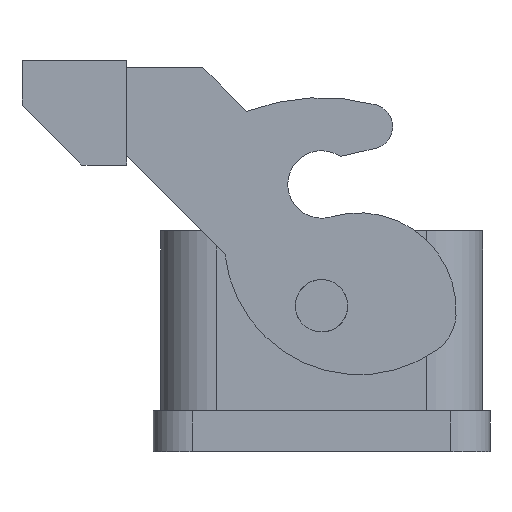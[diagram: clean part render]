
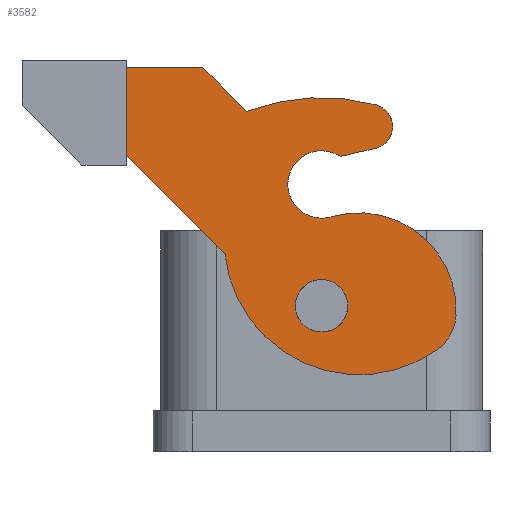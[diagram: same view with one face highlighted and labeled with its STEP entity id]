
A CAD part, front view. The second image highlights one B-rep face of the part: STEP entity #3582.
In plain terms, the highlighted planar face has unit normal (0, -1, 0).
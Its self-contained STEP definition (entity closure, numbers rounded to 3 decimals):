
#3161=AXIS2_PLACEMENT_3D('Circle Axis2P3D',#3159,#3160,$) ;
#3180=AXIS2_PLACEMENT_3D('Circle Axis2P3D',#3178,#3179,$) ;
#3218=AXIS2_PLACEMENT_3D('Circle Axis2P3D',#3216,#3217,$) ;
#3237=AXIS2_PLACEMENT_3D('Circle Axis2P3D',#3235,#3236,$) ;
#3256=AXIS2_PLACEMENT_3D('Circle Axis2P3D',#3254,#3255,$) ;
#3275=AXIS2_PLACEMENT_3D('Circle Axis2P3D',#3273,#3274,$) ;
#3294=AXIS2_PLACEMENT_3D('Circle Axis2P3D',#3292,#3293,$) ;
#3512=AXIS2_PLACEMENT_3D('Plane Axis2P3D',#3509,#3510,#3511) ;
#3095=CARTESIAN_POINT('Line Origine',(14.,6.,45.417)) ;
#3099=CARTESIAN_POINT('Vertex',(14.,6.,39.533)) ;
#3101=CARTESIAN_POINT('Vertex',(14.,6.,51.3)) ;
#3121=CARTESIAN_POINT('Line Origine',(19.077,6.,51.3)) ;
#3125=CARTESIAN_POINT('Vertex',(24.153,6.,51.3)) ;
#3140=CARTESIAN_POINT('Line Origine',(27.077,6.,48.377)) ;
#3144=CARTESIAN_POINT('Vertex',(30.,6.,45.453)) ;
#3159=CARTESIAN_POINT('Axis2P3D Location',(40.,6.,19.3)) ;
#3163=CARTESIAN_POINT('Vertex',(47.28,6.,46.337)) ;
#3178=CARTESIAN_POINT('Axis2P3D Location',(46.5,6.,43.44)) ;
#3182=CARTESIAN_POINT('Vertex',(47.173,6.,40.517)) ;
#3197=CARTESIAN_POINT('Line Origine',(44.836,6.,39.979)) ;
#3201=CARTESIAN_POINT('Vertex',(42.5,6.,39.442)) ;
#3216=CARTESIAN_POINT('Axis2P3D Location',(40.,6.,35.7)) ;
#3220=CARTESIAN_POINT('Vertex',(37.5,6.,31.958)) ;
#3235=CARTESIAN_POINT('Axis2P3D Location',(40.,6.,35.7)) ;
#3239=CARTESIAN_POINT('Vertex',(41.281,6.,31.386)) ;
#3254=CARTESIAN_POINT('Axis2P3D Location',(44.981,6.,18.924)) ;
#3258=CARTESIAN_POINT('Vertex',(57.961,6.,18.196)) ;
#3273=CARTESIAN_POINT('Axis2P3D Location',(51.97,6.,18.532)) ;
#3277=CARTESIAN_POINT('Vertex',(55.455,6.,13.648)) ;
#3292=CARTESIAN_POINT('Axis2P3D Location',(45.,6.,28.3)) ;
#3296=CARTESIAN_POINT('Vertex',(27.097,6.,26.436)) ;
#3311=CARTESIAN_POINT('Line Origine',(20.548,6.,32.985)) ;
#3509=CARTESIAN_POINT('Axis2P3D Location',(13.,6.,42.3)) ;
#3529=CARTESIAN_POINT('Control Point',(43.072,6.,17.822)) ;
#3530=CARTESIAN_POINT('Control Point',(42.896,6.,17.5)) ;
#3531=CARTESIAN_POINT('Control Point',(42.678,6.,17.202)) ;
#3532=CARTESIAN_POINT('Control Point',(42.422,6.,16.933)) ;
#3533=CARTESIAN_POINT('Control Point',(41.846,6.,16.47)) ;
#3534=CARTESIAN_POINT('Control Point',(41.17,6.,16.17)) ;
#3535=CARTESIAN_POINT('Control Point',(40.814,6.,16.066)) ;
#3536=CARTESIAN_POINT('Control Point',(40.083,6.,15.953)) ;
#3537=CARTESIAN_POINT('Control Point',(39.348,6.,16.032)) ;
#3538=CARTESIAN_POINT('Control Point',(38.987,6.,16.119)) ;
#3539=CARTESIAN_POINT('Control Point',(38.298,6.,16.387)) ;
#3540=CARTESIAN_POINT('Control Point',(37.701,6.,16.823)) ;
#3541=CARTESIAN_POINT('Control Point',(37.432,6.,17.079)) ;
#3542=CARTESIAN_POINT('Control Point',(36.969,6.,17.655)) ;
#3543=CARTESIAN_POINT('Control Point',(36.67,6.,18.332)) ;
#3544=CARTESIAN_POINT('Control Point',(36.566,6.,18.688)) ;
#3545=CARTESIAN_POINT('Control Point',(36.453,6.,19.418)) ;
#3546=CARTESIAN_POINT('Control Point',(36.532,6.,20.153)) ;
#3547=CARTESIAN_POINT('Control Point',(36.619,6.,20.513)) ;
#3548=CARTESIAN_POINT('Control Point',(36.753,6.,20.857)) ;
#3549=CARTESIAN_POINT('Control Point',(36.928,6.,21.178)) ;
#3550=CARTESIAN_POINT('Vertex',(43.072,6.,17.822)) ;
#3552=CARTESIAN_POINT('Vertex',(36.928,6.,21.178)) ;
#3556=CARTESIAN_POINT('Control Point',(36.928,6.,21.178)) ;
#3557=CARTESIAN_POINT('Control Point',(37.104,6.,21.5)) ;
#3558=CARTESIAN_POINT('Control Point',(37.322,6.,21.798)) ;
#3559=CARTESIAN_POINT('Control Point',(37.578,6.,22.067)) ;
#3560=CARTESIAN_POINT('Control Point',(38.154,6.,22.53)) ;
#3561=CARTESIAN_POINT('Control Point',(38.83,6.,22.83)) ;
#3562=CARTESIAN_POINT('Control Point',(39.186,6.,22.934)) ;
#3563=CARTESIAN_POINT('Control Point',(39.917,6.,23.047)) ;
#3564=CARTESIAN_POINT('Control Point',(40.652,6.,22.968)) ;
#3565=CARTESIAN_POINT('Control Point',(41.013,6.,22.881)) ;
#3566=CARTESIAN_POINT('Control Point',(41.702,6.,22.613)) ;
#3567=CARTESIAN_POINT('Control Point',(42.299,6.,22.177)) ;
#3568=CARTESIAN_POINT('Control Point',(42.568,6.,21.921)) ;
#3569=CARTESIAN_POINT('Control Point',(43.031,6.,21.345)) ;
#3570=CARTESIAN_POINT('Control Point',(43.33,6.,20.668)) ;
#3571=CARTESIAN_POINT('Control Point',(43.434,6.,20.312)) ;
#3572=CARTESIAN_POINT('Control Point',(43.547,6.,19.582)) ;
#3573=CARTESIAN_POINT('Control Point',(43.468,6.,18.847)) ;
#3574=CARTESIAN_POINT('Control Point',(43.381,6.,18.487)) ;
#3575=CARTESIAN_POINT('Control Point',(43.247,6.,18.143)) ;
#3576=CARTESIAN_POINT('Control Point',(43.072,6.,17.822)) ;
#3096=DIRECTION('Vector Direction',(0.,0.,1.)) ;
#3122=DIRECTION('Vector Direction',(1.,0.,0.)) ;
#3141=DIRECTION('Vector Direction',(0.707,0.,-0.707)) ;
#3160=DIRECTION('Axis2P3D Direction',(0.,-1.,0.)) ;
#3179=DIRECTION('Axis2P3D Direction',(0.,-1.,0.)) ;
#3198=DIRECTION('Vector Direction',(-0.975,0.,-0.224)) ;
#3217=DIRECTION('Axis2P3D Direction',(0.,-1.,0.)) ;
#3236=DIRECTION('Axis2P3D Direction',(0.,-1.,0.)) ;
#3255=DIRECTION('Axis2P3D Direction',(0.,-1.,0.)) ;
#3274=DIRECTION('Axis2P3D Direction',(0.,-1.,0.)) ;
#3293=DIRECTION('Axis2P3D Direction',(0.,-1.,0.)) ;
#3312=DIRECTION('Vector Direction',(-0.707,0.,0.707)) ;
#3510=DIRECTION('Axis2P3D Direction',(0.,-1.,0.)) ;
#3511=DIRECTION('Axis2P3D XDirection',(1.,0.,0.)) ;
#3097=VECTOR('Line Direction',#3096,1.) ;
#3123=VECTOR('Line Direction',#3122,1.) ;
#3142=VECTOR('Line Direction',#3141,1.) ;
#3199=VECTOR('Line Direction',#3198,1.) ;
#3313=VECTOR('Line Direction',#3312,1.) ;
#3515=ORIENTED_EDGE('',*,*,#3315,.T.) ;
#3516=ORIENTED_EDGE('',*,*,#3298,.T.) ;
#3517=ORIENTED_EDGE('',*,*,#3279,.T.) ;
#3518=ORIENTED_EDGE('',*,*,#3260,.T.) ;
#3519=ORIENTED_EDGE('',*,*,#3241,.T.) ;
#3520=ORIENTED_EDGE('',*,*,#3222,.T.) ;
#3521=ORIENTED_EDGE('',*,*,#3203,.T.) ;
#3522=ORIENTED_EDGE('',*,*,#3184,.T.) ;
#3523=ORIENTED_EDGE('',*,*,#3165,.T.) ;
#3524=ORIENTED_EDGE('',*,*,#3146,.T.) ;
#3525=ORIENTED_EDGE('',*,*,#3127,.T.) ;
#3526=ORIENTED_EDGE('',*,*,#3103,.F.) ;
#3579=ORIENTED_EDGE('',*,*,#3554,.T.) ;
#3580=ORIENTED_EDGE('',*,*,#3577,.T.) ;
#3581=FACE_BOUND('',#3578,.T.) ;
#3582=ADVANCED_FACE('Housing',(#3527,#3581),#3513,.T.) ;
#3528=B_SPLINE_CURVE_WITH_KNOTS('',5,(#3529,#3530,#3531,#3532,#3533,#3534,#3535,#3536,#3537,#3538,#3539,#3540,#3541,#3542,#3543,#3544,#3545,#3546,#3547,#3548,#3549),.UNSPECIFIED.,.F.,.U.,(6,3,3,3,3,3,6),(0.,2.6,5.199,7.799,10.399,12.998,15.594),.UNSPECIFIED.) ;
#3555=B_SPLINE_CURVE_WITH_KNOTS('',5,(#3556,#3557,#3558,#3559,#3560,#3561,#3562,#3563,#3564,#3565,#3566,#3567,#3568,#3569,#3570,#3571,#3572,#3573,#3574,#3575,#3576),.UNSPECIFIED.,.F.,.U.,(6,3,3,3,3,3,6),(0.,2.6,5.199,7.799,10.399,12.998,15.594),.UNSPECIFIED.) ;
#3162=CIRCLE('generated circle',#3161,28.) ;
#3181=CIRCLE('generated circle',#3180,3.) ;
#3219=CIRCLE('generated circle',#3218,4.5) ;
#3238=CIRCLE('generated circle',#3237,4.5) ;
#3257=CIRCLE('generated circle',#3256,13.) ;
#3276=CIRCLE('generated circle',#3275,6.) ;
#3295=CIRCLE('generated circle',#3294,18.) ;
#3103=EDGE_CURVE('',#3100,#3102,#3098,.T.) ;
#3127=EDGE_CURVE('',#3126,#3102,#3124,.F.) ;
#3146=EDGE_CURVE('',#3145,#3126,#3143,.F.) ;
#3165=EDGE_CURVE('',#3164,#3145,#3162,.T.) ;
#3184=EDGE_CURVE('',#3183,#3164,#3181,.T.) ;
#3203=EDGE_CURVE('',#3202,#3183,#3200,.F.) ;
#3222=EDGE_CURVE('',#3221,#3202,#3219,.F.) ;
#3241=EDGE_CURVE('',#3240,#3221,#3238,.F.) ;
#3260=EDGE_CURVE('',#3259,#3240,#3257,.T.) ;
#3279=EDGE_CURVE('',#3278,#3259,#3276,.T.) ;
#3298=EDGE_CURVE('',#3297,#3278,#3295,.T.) ;
#3315=EDGE_CURVE('',#3100,#3297,#3314,.F.) ;
#3554=EDGE_CURVE('',#3551,#3553,#3528,.T.) ;
#3577=EDGE_CURVE('',#3553,#3551,#3555,.T.) ;
#3514=EDGE_LOOP('',(#3515,#3516,#3517,#3518,#3519,#3520,#3521,#3522,#3523,#3524,#3525,#3526)) ;
#3578=EDGE_LOOP('',(#3579,#3580)) ;
#3527=FACE_OUTER_BOUND('',#3514,.T.) ;
#3098=LINE('Line',#3095,#3097) ;
#3124=LINE('Line',#3121,#3123) ;
#3143=LINE('Line',#3140,#3142) ;
#3200=LINE('Line',#3197,#3199) ;
#3314=LINE('Line',#3311,#3313) ;
#3513=PLANE('',#3512) ;
#3100=VERTEX_POINT('',#3099) ;
#3102=VERTEX_POINT('',#3101) ;
#3126=VERTEX_POINT('',#3125) ;
#3145=VERTEX_POINT('',#3144) ;
#3164=VERTEX_POINT('',#3163) ;
#3183=VERTEX_POINT('',#3182) ;
#3202=VERTEX_POINT('',#3201) ;
#3221=VERTEX_POINT('',#3220) ;
#3240=VERTEX_POINT('',#3239) ;
#3259=VERTEX_POINT('',#3258) ;
#3278=VERTEX_POINT('',#3277) ;
#3297=VERTEX_POINT('',#3296) ;
#3551=VERTEX_POINT('',#3550) ;
#3553=VERTEX_POINT('',#3552) ;
